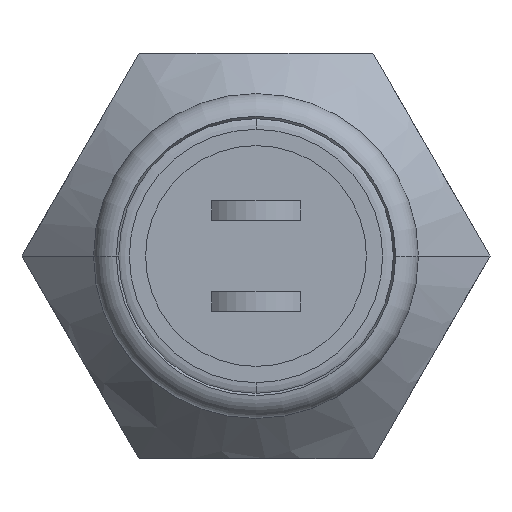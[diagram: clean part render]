
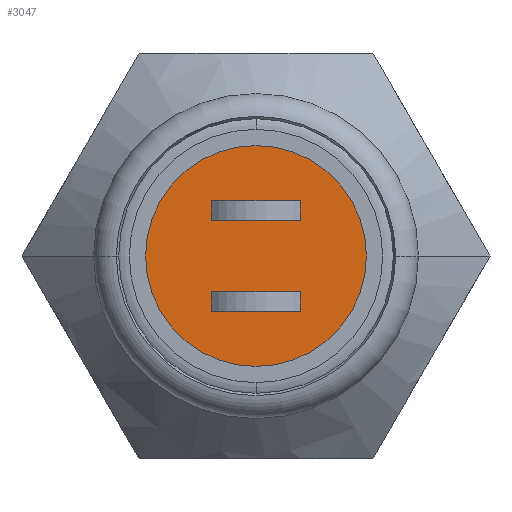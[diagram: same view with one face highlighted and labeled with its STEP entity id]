
A CAD part, front view. The second image highlights one B-rep face of the part: STEP entity #3047.
In plain terms, the highlighted planar face has unit normal (0, -1, 0).
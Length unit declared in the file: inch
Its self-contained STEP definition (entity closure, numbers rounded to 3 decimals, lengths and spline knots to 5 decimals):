
#2650=CARTESIAN_POINT('',(0.,-0.12,0.));
#2651=DIRECTION('',(0.,-1.,0.));
#2652=DIRECTION('',(0.,0.,-1.));
#2653=AXIS2_PLACEMENT_3D('',#2650,#2651,#2652);
#2655=CARTESIAN_POINT('',(0.,-0.12,0.));
#2656=DIRECTION('',(0.,-1.,0.));
#2657=DIRECTION('',(0.,0.,1.));
#2658=AXIS2_PLACEMENT_3D('',#2655,#2656,#2657);
#2660=DIRECTION('',(1.,0.,0.));
#2661=VECTOR('',#2660,0.068);
#2662=CARTESIAN_POINT('',(-0.034,-0.12,0.0275));
#2663=LINE('',#2662,#2661);
#2664=DIRECTION('',(0.,0.,1.));
#2665=VECTOR('',#2664,0.015);
#2666=CARTESIAN_POINT('',(0.034,-0.12,0.0275));
#2667=LINE('',#2666,#2665);
#2668=DIRECTION('',(-1.,0.,0.));
#2669=VECTOR('',#2668,0.068);
#2670=CARTESIAN_POINT('',(0.034,-0.12,0.0425));
#2671=LINE('',#2670,#2669);
#2672=DIRECTION('',(0.,0.,-1.));
#2673=VECTOR('',#2672,0.015);
#2674=CARTESIAN_POINT('',(-0.034,-0.12,0.0425));
#2675=LINE('',#2674,#2673);
#2676=DIRECTION('',(0.,0.,-1.));
#2677=VECTOR('',#2676,0.015);
#2678=CARTESIAN_POINT('',(-0.034,-0.12,-0.0275));
#2679=LINE('',#2678,#2677);
#2680=DIRECTION('',(1.,0.,0.));
#2681=VECTOR('',#2680,0.068);
#2682=CARTESIAN_POINT('',(-0.034,-0.12,-0.0425));
#2683=LINE('',#2682,#2681);
#2684=DIRECTION('',(0.,0.,1.));
#2685=VECTOR('',#2684,0.015);
#2686=CARTESIAN_POINT('',(0.034,-0.12,-0.0425));
#2687=LINE('',#2686,#2685);
#2688=DIRECTION('',(-1.,0.,0.));
#2689=VECTOR('',#2688,0.068);
#2690=CARTESIAN_POINT('',(0.034,-0.12,-0.0275));
#2691=LINE('',#2690,#2689);
#2872=CARTESIAN_POINT('',(0.,-0.12,-0.085));
#2873=CARTESIAN_POINT('',(0.,-0.12,0.085));
#2874=VERTEX_POINT('',#2872);
#2875=VERTEX_POINT('',#2873);
#2880=CARTESIAN_POINT('',(-0.034,-0.12,0.0275));
#2881=CARTESIAN_POINT('',(0.034,-0.12,0.0275));
#2882=VERTEX_POINT('',#2880);
#2883=VERTEX_POINT('',#2881);
#2884=CARTESIAN_POINT('',(0.034,-0.12,0.0425));
#2885=VERTEX_POINT('',#2884);
#2886=CARTESIAN_POINT('',(-0.034,-0.12,0.0425));
#2887=VERTEX_POINT('',#2886);
#2888=CARTESIAN_POINT('',(-0.034,-0.12,-0.0275));
#2889=CARTESIAN_POINT('',(-0.034,-0.12,-0.0425));
#2890=VERTEX_POINT('',#2888);
#2891=VERTEX_POINT('',#2889);
#2892=CARTESIAN_POINT('',(0.034,-0.12,-0.0425));
#2893=VERTEX_POINT('',#2892);
#2894=CARTESIAN_POINT('',(0.034,-0.12,-0.0275));
#2895=VERTEX_POINT('',#2894);
#3018=CARTESIAN_POINT('',(0.,-0.12,0.));
#3019=DIRECTION('',(0.,-1.,0.));
#3020=DIRECTION('',(0.,0.,-1.));
#3021=AXIS2_PLACEMENT_3D('',#3018,#3019,#3020);
#3022=PLANE('',#3021);
#3023=ORIENTED_EDGE('',*,*,#2998,.F.);
#3024=ORIENTED_EDGE('',*,*,#3012,.F.);
#3025=EDGE_LOOP('',(#3023,#3024));
#3026=FACE_OUTER_BOUND('',#3025,.F.);
#3028=ORIENTED_EDGE('',*,*,#3027,.T.);
#3030=ORIENTED_EDGE('',*,*,#3029,.T.);
#3032=ORIENTED_EDGE('',*,*,#3031,.T.);
#3034=ORIENTED_EDGE('',*,*,#3033,.T.);
#3035=EDGE_LOOP('',(#3028,#3030,#3032,#3034));
#3036=FACE_BOUND('',#3035,.F.);
#3038=ORIENTED_EDGE('',*,*,#3037,.T.);
#3040=ORIENTED_EDGE('',*,*,#3039,.T.);
#3042=ORIENTED_EDGE('',*,*,#3041,.T.);
#3044=ORIENTED_EDGE('',*,*,#3043,.T.);
#3045=EDGE_LOOP('',(#3038,#3040,#3042,#3044));
#3046=FACE_BOUND('',#3045,.F.);
#3047=ADVANCED_FACE('',(#3026,#3036,#3046),#3022,.T.);
#2654=CIRCLE('',#2653,0.085);
#2659=CIRCLE('',#2658,0.085);
#2998=EDGE_CURVE('',#2874,#2875,#2654,.T.);
#3012=EDGE_CURVE('',#2875,#2874,#2659,.T.);
#3027=EDGE_CURVE('',#2882,#2883,#2663,.T.);
#3029=EDGE_CURVE('',#2883,#2885,#2667,.T.);
#3031=EDGE_CURVE('',#2885,#2887,#2671,.T.);
#3033=EDGE_CURVE('',#2887,#2882,#2675,.T.);
#3037=EDGE_CURVE('',#2890,#2891,#2679,.T.);
#3039=EDGE_CURVE('',#2891,#2893,#2683,.T.);
#3041=EDGE_CURVE('',#2893,#2895,#2687,.T.);
#3043=EDGE_CURVE('',#2895,#2890,#2691,.T.);
